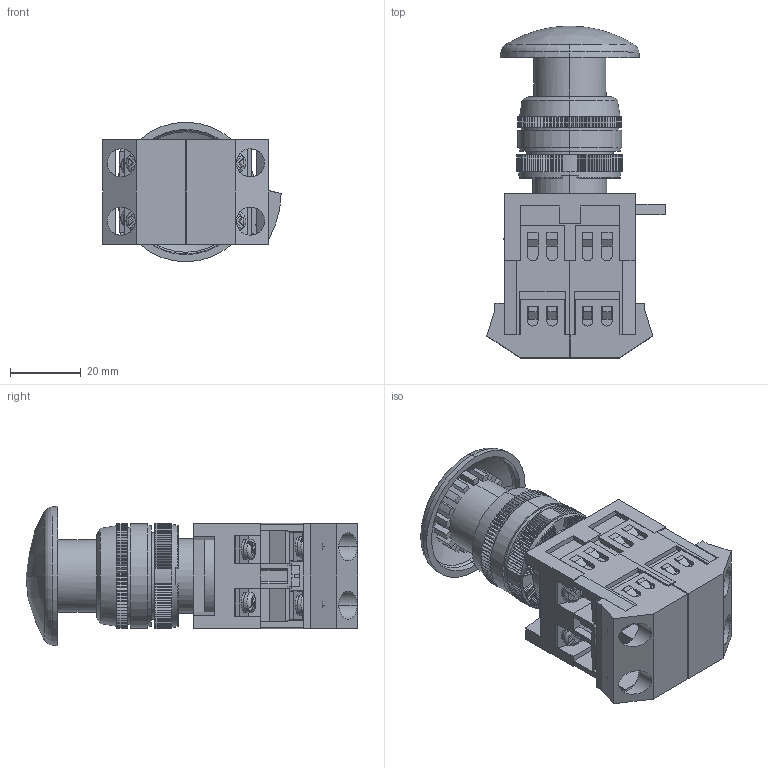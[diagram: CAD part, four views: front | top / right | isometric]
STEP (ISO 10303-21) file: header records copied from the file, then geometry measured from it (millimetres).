
FILE_DESCRIPTION (( 'STEP AP214' ), '1' );
FILE_NAME ('BBG20-AELA-K06 Êíîïêà AELA22 Ãðèáîê çåëåíûé d22ìì íåîí_240Â 1ç+1ð ÈÝÊ.STEP', '2017-11-01T11:45:57', ( '' ), ( '' ), 'SwSTEP 2.0', 'SolidWorks 2014', '' );
FILE_SCHEMA (( 'AUTOMOTIVE_DESIGN' ));
Length unit declared in the file: millimetre
Products named in the file (1): BBG20-AELA-K06 Êíîïêà AELA22 Ãðèáîê çåëåíûé d22ìì íåîí_240Â 1ç+1ð ÈÝÊ
Bounding box: 50.5 x 94 x 39.5 mm (x, y, z)
Volume: 60368.3 mm3; surface area: 32624.1 mm2
Topology: 5 solids, 5 shells, 1920 faces, 5227 edges, 3355 vertices
Faces by surface type: plane 1607, cylinder 283, torus 16, cone 10, sphere 4
Entity records: 60338 total; most frequent: CARTESIAN_POINT 12015, ORIENTED_EDGE 10454, DIRECTION 9842, EDGE_CURVE 5227, VECTOR 3534, LINE 3534, VERTEX_POINT 3355, AXIS2_PLACEMENT_3D 3154
